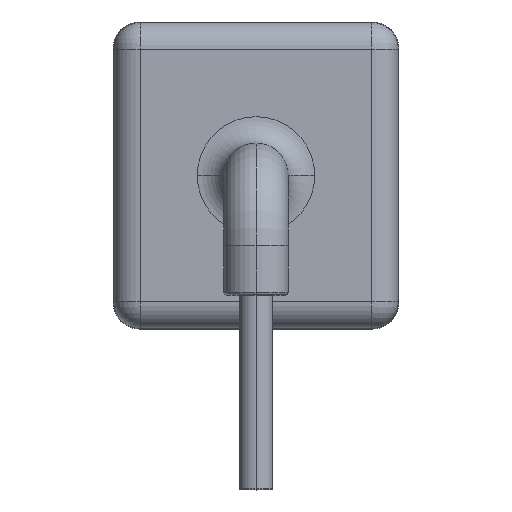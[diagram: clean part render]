
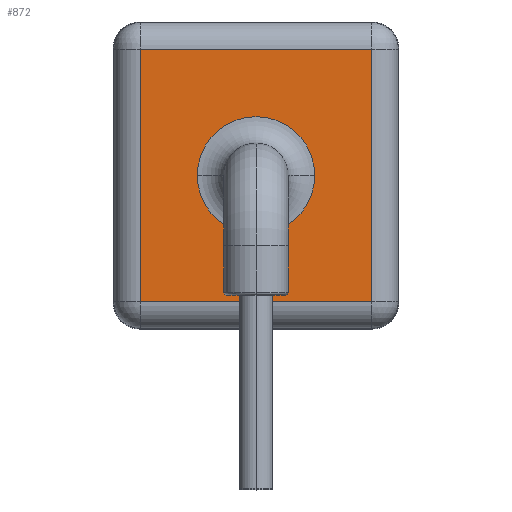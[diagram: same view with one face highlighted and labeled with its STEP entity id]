
A CAD part, top view. The second image highlights one B-rep face of the part: STEP entity #872.
In plain terms, the highlighted planar face has unit normal (0, 0, 1).
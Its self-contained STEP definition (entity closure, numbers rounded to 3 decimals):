
#51 = EDGE_CURVE ( 'NONE', #1963, #1944, #108, .T. ) ;
#89 = EDGE_CURVE ( 'NONE', #1944, #1963, #208, .T. ) ;
#94 = EDGE_CURVE ( 'NONE', #1964, #1896, #1302, .T. ) ;
#96 = EDGE_CURVE ( 'NONE', #1896, #1933, #1296, .T. ) ;
#97 = EDGE_CURVE ( 'NONE', #1933, #1942, #1293, .T. ) ;
#98 = EDGE_CURVE ( 'NONE', #1942, #1964, #1289, .T. ) ;
#108 = CIRCLE ( 'NONE', #1201, 2.199 ) ;
#208 = CIRCLE ( 'NONE', #1178, 2.199 ) ;
#296 = CARTESIAN_POINT ( 'NONE',  ( -4.324, -4.724, 2.5 ) ) ;
#297 = CARTESIAN_POINT ( 'NONE',  ( -2.199, 0., 2.5 ) ) ;
#318 = CARTESIAN_POINT ( 'NONE',  ( 2.199, 0., 2.5 ) ) ;
#320 = CARTESIAN_POINT ( 'NONE',  ( -4.324, 4.724, 2.5 ) ) ;
#329 = CARTESIAN_POINT ( 'NONE',  ( 4.324, 4.724, 2.5 ) ) ;
#366 = CARTESIAN_POINT ( 'NONE',  ( 4.324, -4.724, 2.5 ) ) ;
#473 = DIRECTION ( 'NONE',  ( -1., 0., 0. ) ) ;
#474 = DIRECTION ( 'NONE',  ( 0., 0., -1. ) ) ;
#475 = CARTESIAN_POINT ( 'NONE',  ( 0., 0., 2.5 ) ) ;
#476 = PLANE ( 'NONE',  #973 ) ;
#872 = ADVANCED_FACE ( 'NONE', ( #939, #971 ), #476, .F. ) ;
#939 = FACE_BOUND ( 'NONE', #1546, .T. ) ;
#971 = FACE_OUTER_BOUND ( 'NONE', #1548, .T. ) ;
#973 = AXIS2_PLACEMENT_3D ( 'NONE', #475, #474, #473 ) ;
#1163 = VECTOR ( 'NONE', #1287, 1000. ) ;
#1165 = VECTOR ( 'NONE', #1290, 1000. ) ;
#1166 = VECTOR ( 'NONE', #1294, 1000. ) ;
#1168 = VECTOR ( 'NONE', #1300, 1000. ) ;
#1178 = AXIS2_PLACEMENT_3D ( 'NONE', #1320, #1319, #1318 ) ;
#1201 = AXIS2_PLACEMENT_3D ( 'NONE', #1416, #1415, #1414 ) ;
#1287 = DIRECTION ( 'NONE',  ( 0., -1., 0. ) ) ;
#1288 = CARTESIAN_POINT ( 'NONE',  ( -4.324, 0., 2.5 ) ) ;
#1289 = LINE ( 'NONE', #1288, #1163 ) ;
#1290 = DIRECTION ( 'NONE',  ( -1., 0., 0. ) ) ;
#1292 = CARTESIAN_POINT ( 'NONE',  ( 0., 4.724, 2.5 ) ) ;
#1293 = LINE ( 'NONE', #1292, #1165 ) ;
#1294 = DIRECTION ( 'NONE',  ( 0., 1., 0. ) ) ;
#1295 = CARTESIAN_POINT ( 'NONE',  ( 4.324, 0., 2.5 ) ) ;
#1296 = LINE ( 'NONE', #1295, #1166 ) ;
#1300 = DIRECTION ( 'NONE',  ( 1., 0., 0. ) ) ;
#1301 = CARTESIAN_POINT ( 'NONE',  ( 0., -4.724, 2.5 ) ) ;
#1302 = LINE ( 'NONE', #1301, #1168 ) ;
#1318 = DIRECTION ( 'NONE',  ( -1., 0., 0. ) ) ;
#1319 = DIRECTION ( 'NONE',  ( 0., 0., -1. ) ) ;
#1320 = CARTESIAN_POINT ( 'NONE',  ( 0., 0., 2.5 ) ) ;
#1414 = DIRECTION ( 'NONE',  ( -1., 0., 0. ) ) ;
#1415 = DIRECTION ( 'NONE',  ( 0., 0., -1. ) ) ;
#1416 = CARTESIAN_POINT ( 'NONE',  ( 0., 0., 2.5 ) ) ;
#1546 = EDGE_LOOP ( 'NONE', ( #1656, #1657 ) ) ;
#1548 = EDGE_LOOP ( 'NONE', ( #1658, #1660, #1659, #1661 ) ) ;
#1656 = ORIENTED_EDGE ( 'NONE', *, *, #51, .T. ) ;
#1657 = ORIENTED_EDGE ( 'NONE', *, *, #89, .T. ) ;
#1658 = ORIENTED_EDGE ( 'NONE', *, *, #97, .T. ) ;
#1659 = ORIENTED_EDGE ( 'NONE', *, *, #94, .T. ) ;
#1660 = ORIENTED_EDGE ( 'NONE', *, *, #98, .T. ) ;
#1661 = ORIENTED_EDGE ( 'NONE', *, *, #96, .T. ) ;
#1896 = VERTEX_POINT ( 'NONE', #366 ) ;
#1933 = VERTEX_POINT ( 'NONE', #329 ) ;
#1942 = VERTEX_POINT ( 'NONE', #320 ) ;
#1944 = VERTEX_POINT ( 'NONE', #318 ) ;
#1963 = VERTEX_POINT ( 'NONE', #297 ) ;
#1964 = VERTEX_POINT ( 'NONE', #296 ) ;
